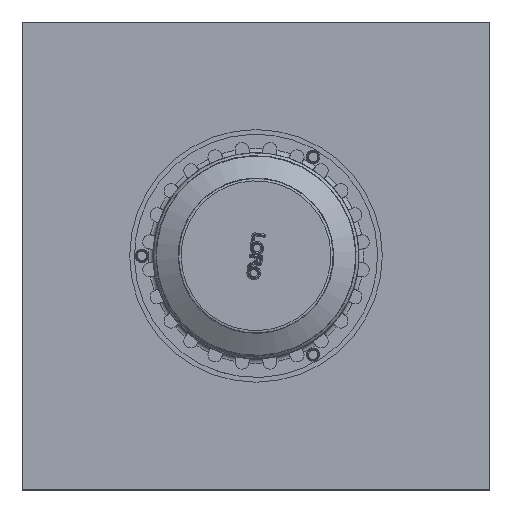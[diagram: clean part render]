
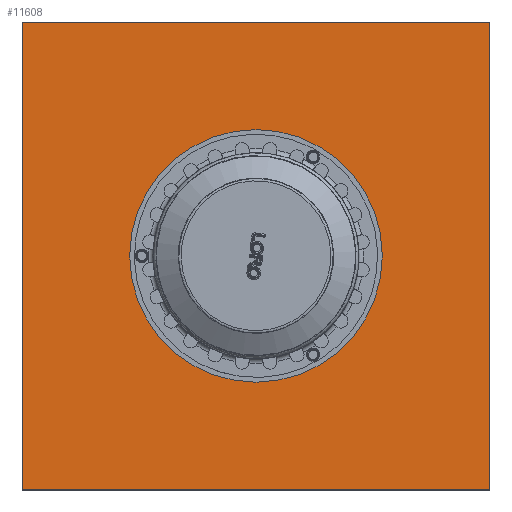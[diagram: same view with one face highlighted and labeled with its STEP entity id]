
A CAD part, top view. The second image highlights one B-rep face of the part: STEP entity #11608.
In plain terms, the highlighted planar face has unit normal (0, 0, 1).
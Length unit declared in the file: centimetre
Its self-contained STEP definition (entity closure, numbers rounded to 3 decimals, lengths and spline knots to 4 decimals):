
#440=FACE_BOUND('',#3255,.T.);
#525=PLANE('',#12542);
#983=LINE('',#17983,#1647);
#984=LINE('',#17985,#1648);
#985=LINE('',#17987,#1649);
#986=LINE('',#17988,#1650);
#1647=VECTOR('',#14457,1.);
#1648=VECTOR('',#14458,1.);
#1649=VECTOR('',#14459,1.);
#1650=VECTOR('',#14460,1.);
#2538=FACE_OUTER_BOUND('',#3254,.T.);
#3254=EDGE_LOOP('',(#8236,#8237,#8238,#8239));
#3255=EDGE_LOOP('',(#8240));
#4076=CIRCLE('',#12506,78.2516);
#4834=VERTEX_POINT('',#17912);
#4856=VERTEX_POINT('',#17981);
#4857=VERTEX_POINT('',#17982);
#4858=VERTEX_POINT('',#17984);
#4859=VERTEX_POINT('',#17986);
#6088=EDGE_CURVE('',#4834,#4834,#4076,.T.);
#6121=EDGE_CURVE('',#4856,#4857,#983,.T.);
#6122=EDGE_CURVE('',#4858,#4856,#984,.T.);
#6123=EDGE_CURVE('',#4859,#4858,#985,.T.);
#6124=EDGE_CURVE('',#4857,#4859,#986,.T.);
#8236=ORIENTED_EDGE('',*,*,#6121,.F.);
#8237=ORIENTED_EDGE('',*,*,#6122,.F.);
#8238=ORIENTED_EDGE('',*,*,#6123,.F.);
#8239=ORIENTED_EDGE('',*,*,#6124,.F.);
#8240=ORIENTED_EDGE('',*,*,#6088,.T.);
#11608=ADVANCED_FACE('',(#2538,#440),#525,.T.);
#12506=AXIS2_PLACEMENT_3D('',#17913,#14373,#14374);
#12542=AXIS2_PLACEMENT_3D('',#17980,#14455,#14456);
#14373=DIRECTION('center_axis',(0.,0.,-1.));
#14374=DIRECTION('ref_axis',(1.,0.,0.));
#14455=DIRECTION('center_axis',(0.,0.,1.));
#14456=DIRECTION('ref_axis',(-1.,0.,0.));
#14457=DIRECTION('',(-1.,0.,0.));
#14458=DIRECTION('',(0.,-1.,0.));
#14459=DIRECTION('',(1.,0.,0.));
#14460=DIRECTION('',(0.,1.,0.));
#17912=CARTESIAN_POINT('',(1948.244,189.456,405.5));
#17913=CARTESIAN_POINT('Origin',(1948.244,267.7076,405.5));
#17980=CARTESIAN_POINT('Origin',(1948.244,267.7076,405.5));
#17981=CARTESIAN_POINT('',(2198.244,17.7076,405.5));
#17982=CARTESIAN_POINT('',(1698.244,17.7076,405.5));
#17983=CARTESIAN_POINT('',(1948.244,17.7076,405.5));
#17984=CARTESIAN_POINT('',(2198.244,517.7076,405.5));
#17985=CARTESIAN_POINT('',(2198.244,267.7076,405.5));
#17986=CARTESIAN_POINT('',(1698.244,517.7076,405.5));
#17987=CARTESIAN_POINT('',(1948.244,517.7076,405.5));
#17988=CARTESIAN_POINT('',(1698.244,267.7076,405.5));
